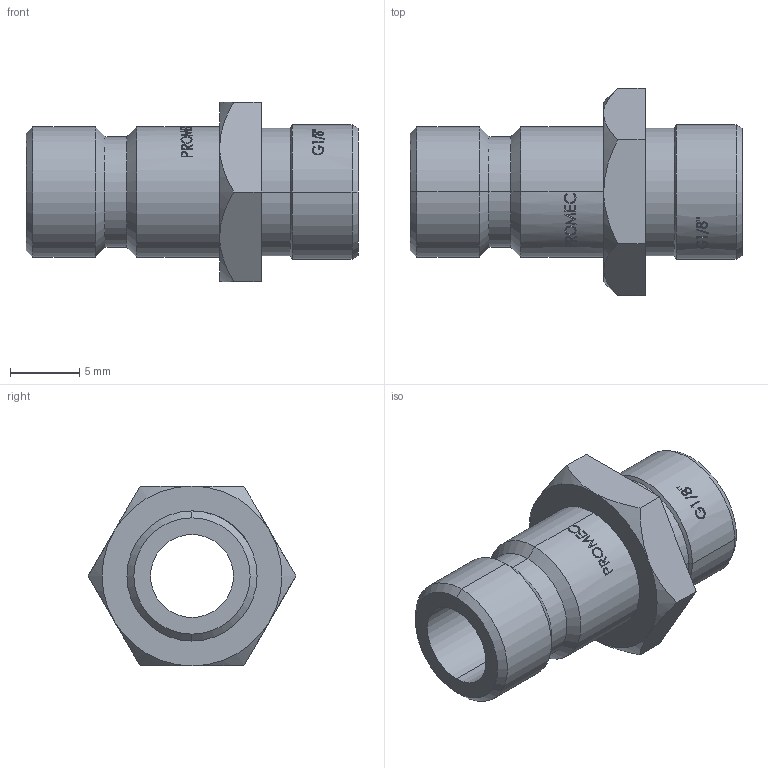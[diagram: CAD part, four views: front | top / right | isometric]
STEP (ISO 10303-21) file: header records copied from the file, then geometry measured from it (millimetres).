
FILE_DESCRIPTION (( 'STEP AP203' ), '1' );
FILE_NAME ('b149.STEP', '2023-01-25T12:18:05', ( '' ), ( '' ), 'SwSTEP 2.0', 'SolidWorks 2019', '' );
FILE_SCHEMA (( 'CONFIG_CONTROL_DESIGN' ));
Length unit declared in the file: millimetre
Products named in the file (1): b149
Bounding box: 24 x 15.01 x 13 mm (x, y, z)
Volume: 1181.8 mm3; surface area: 1450.6 mm2
Topology: 1 solids, 1 shells, 177 faces, 446 edges, 290 vertices
Faces by surface type: bspline 108, cylinder 29, plane 24, cone 16
Entity records: 9537 total; most frequent: CARTESIAN_POINT 6162, ORIENTED_EDGE 892, EDGE_CURVE 446, B_SPLINE_CURVE_WITH_KNOTS 344, DIRECTION 298, VERTEX_POINT 290, EDGE_LOOP 198, FACE_OUTER_BOUND 177
